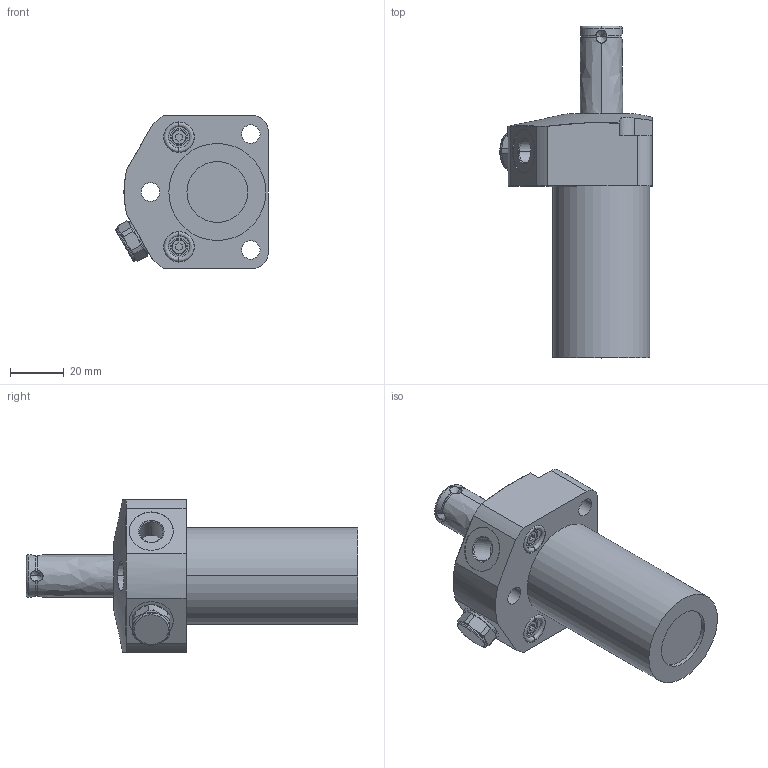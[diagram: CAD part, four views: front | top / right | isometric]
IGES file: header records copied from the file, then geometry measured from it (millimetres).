
Start section:  PTC IGES file: ilcm41560516.igs
Global section: file name: ilcm41560516.igs; native system: Creo Parametric by PTC Inc.; preprocessor: 2021164; author: Jweaver; organization: Unknown; date: 20230322.060932; units: millimetre
Bounding box: 56.97 x 124.07 x 57 mm (x, y, z)
Surface area: 23215.6 mm2 (no closed solid volume)
Topology: 0 solids, 0 shells, 165 faces, 800 edges, 790 vertices
Faces by surface type: revolution 101, bspline 64
